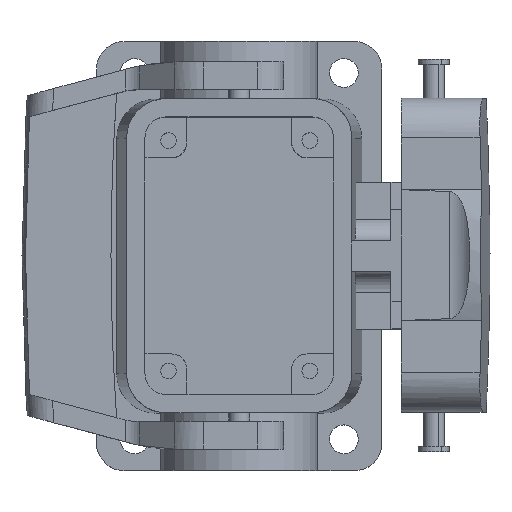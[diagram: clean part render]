
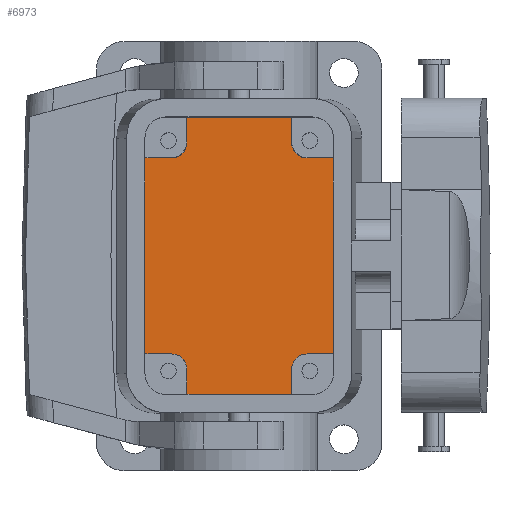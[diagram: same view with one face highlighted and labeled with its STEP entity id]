
A CAD part, top view. The second image highlights one B-rep face of the part: STEP entity #6973.
In plain terms, the highlighted planar face has unit normal (0, 0, 1).
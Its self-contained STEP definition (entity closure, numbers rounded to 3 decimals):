
#1498=AXIS2_PLACEMENT_3D('Circle Axis2P3D',#1496,#1497,$) ;
#6422=AXIS2_PLACEMENT_3D('Circle Axis2P3D',#6420,#6421,$) ;
#6886=AXIS2_PLACEMENT_3D('Circle Axis2P3D',#6884,#6885,$) ;
#6925=AXIS2_PLACEMENT_3D('Circle Axis2P3D',#6923,#6924,$) ;
#6941=AXIS2_PLACEMENT_3D('Plane Axis2P3D',#6938,#6939,#6940) ;
#65=CARTESIAN_POINT('Vertex',(41.5,14.5,5.5)) ;
#284=CARTESIAN_POINT('Vertex',(31.5,14.5,5.5)) ;
#287=CARTESIAN_POINT('Line Origine',(31.5,16.875,5.5)) ;
#291=CARTESIAN_POINT('Vertex',(31.5,19.25,5.5)) ;
#311=CARTESIAN_POINT('Line Origine',(36.5,14.5,5.5)) ;
#326=CARTESIAN_POINT('Vertex',(51.5,14.5,5.5)) ;
#329=CARTESIAN_POINT('Line Origine',(46.5,14.5,5.5)) ;
#1236=CARTESIAN_POINT('Vertex',(41.5,67.5,5.5)) ;
#1493=CARTESIAN_POINT('Vertex',(28.5,59.75,5.5)) ;
#1496=CARTESIAN_POINT('Axis2P3D Location',(28.5,62.75,5.5)) ;
#1500=CARTESIAN_POINT('Vertex',(31.5,62.75,5.5)) ;
#1549=CARTESIAN_POINT('Line Origine',(46.5,67.5,5.5)) ;
#1553=CARTESIAN_POINT('Vertex',(51.5,67.5,5.5)) ;
#1571=CARTESIAN_POINT('Vertex',(31.5,67.5,5.5)) ;
#1574=CARTESIAN_POINT('Line Origine',(36.5,67.5,5.5)) ;
#1585=CARTESIAN_POINT('Line Origine',(31.5,65.125,5.5)) ;
#1826=CARTESIAN_POINT('Vertex',(23.5,59.75,5.5)) ;
#1829=CARTESIAN_POINT('Line Origine',(26.,59.75,5.5)) ;
#2040=CARTESIAN_POINT('Vertex',(54.5,59.75,5.5)) ;
#2043=CARTESIAN_POINT('Line Origine',(57.,59.75,5.5)) ;
#2047=CARTESIAN_POINT('Vertex',(59.5,59.75,5.5)) ;
#6396=CARTESIAN_POINT('Line Origine',(51.5,65.125,5.5)) ;
#6400=CARTESIAN_POINT('Vertex',(51.5,62.75,5.5)) ;
#6420=CARTESIAN_POINT('Axis2P3D Location',(54.5,62.75,5.5)) ;
#6516=CARTESIAN_POINT('Line Origine',(26.,22.25,5.5)) ;
#6520=CARTESIAN_POINT('Vertex',(23.5,22.25,5.5)) ;
#6522=CARTESIAN_POINT('Vertex',(28.5,22.25,5.5)) ;
#6546=CARTESIAN_POINT('Vertex',(59.5,22.25,5.5)) ;
#6549=CARTESIAN_POINT('Line Origine',(57.,22.25,5.5)) ;
#6553=CARTESIAN_POINT('Vertex',(54.5,22.25,5.5)) ;
#6884=CARTESIAN_POINT('Axis2P3D Location',(54.5,19.25,5.5)) ;
#6888=CARTESIAN_POINT('Vertex',(51.5,19.25,5.5)) ;
#6906=CARTESIAN_POINT('Line Origine',(51.5,16.875,5.5)) ;
#6923=CARTESIAN_POINT('Axis2P3D Location',(28.5,19.25,5.5)) ;
#6938=CARTESIAN_POINT('Axis2P3D Location',(41.5,41.,5.5)) ;
#6943=CARTESIAN_POINT('Line Origine',(59.5,41.,5.5)) ;
#6948=CARTESIAN_POINT('Line Origine',(23.5,41.,5.5)) ;
#288=DIRECTION('Vector Direction',(0.,-1.,0.)) ;
#312=DIRECTION('Vector Direction',(1.,0.,0.)) ;
#330=DIRECTION('Vector Direction',(1.,0.,0.)) ;
#1497=DIRECTION('Axis2P3D Direction',(-0.,-0.,-1.)) ;
#1550=DIRECTION('Vector Direction',(-1.,0.,0.)) ;
#1575=DIRECTION('Vector Direction',(-1.,0.,0.)) ;
#1586=DIRECTION('Vector Direction',(0.,1.,0.)) ;
#1830=DIRECTION('Vector Direction',(1.,0.,0.)) ;
#2044=DIRECTION('Vector Direction',(-1.,0.,0.)) ;
#6397=DIRECTION('Vector Direction',(0.,1.,0.)) ;
#6421=DIRECTION('Axis2P3D Direction',(0.,0.,-1.)) ;
#6517=DIRECTION('Vector Direction',(1.,0.,0.)) ;
#6550=DIRECTION('Vector Direction',(-1.,0.,0.)) ;
#6885=DIRECTION('Axis2P3D Direction',(0.,0.,-1.)) ;
#6907=DIRECTION('Vector Direction',(0.,-1.,0.)) ;
#6924=DIRECTION('Axis2P3D Direction',(0.,0.,-1.)) ;
#6939=DIRECTION('Axis2P3D Direction',(-0.,0.,1.)) ;
#6940=DIRECTION('Axis2P3D XDirection',(0.,-1.,0.)) ;
#6944=DIRECTION('Vector Direction',(0.,-1.,0.)) ;
#6949=DIRECTION('Vector Direction',(0.,1.,0.)) ;
#289=VECTOR('Line Direction',#288,1.) ;
#313=VECTOR('Line Direction',#312,1.) ;
#331=VECTOR('Line Direction',#330,1.) ;
#1551=VECTOR('Line Direction',#1550,1.) ;
#1576=VECTOR('Line Direction',#1575,1.) ;
#1587=VECTOR('Line Direction',#1586,1.) ;
#1831=VECTOR('Line Direction',#1830,1.) ;
#2045=VECTOR('Line Direction',#2044,1.) ;
#6398=VECTOR('Line Direction',#6397,1.) ;
#6518=VECTOR('Line Direction',#6517,1.) ;
#6551=VECTOR('Line Direction',#6550,1.) ;
#6908=VECTOR('Line Direction',#6907,1.) ;
#6945=VECTOR('Line Direction',#6944,1.) ;
#6950=VECTOR('Line Direction',#6949,1.) ;
#6954=ORIENTED_EDGE('',*,*,#333,.T.) ;
#6955=ORIENTED_EDGE('',*,*,#6910,.F.) ;
#6956=ORIENTED_EDGE('',*,*,#6890,.F.) ;
#6957=ORIENTED_EDGE('',*,*,#6555,.F.) ;
#6958=ORIENTED_EDGE('',*,*,#6947,.T.) ;
#6959=ORIENTED_EDGE('',*,*,#2049,.T.) ;
#6960=ORIENTED_EDGE('',*,*,#6424,.F.) ;
#6961=ORIENTED_EDGE('',*,*,#6402,.T.) ;
#6962=ORIENTED_EDGE('',*,*,#1555,.T.) ;
#6963=ORIENTED_EDGE('',*,*,#1578,.T.) ;
#6964=ORIENTED_EDGE('',*,*,#1589,.F.) ;
#6965=ORIENTED_EDGE('',*,*,#1502,.F.) ;
#6966=ORIENTED_EDGE('',*,*,#1833,.F.) ;
#6967=ORIENTED_EDGE('',*,*,#6952,.T.) ;
#6968=ORIENTED_EDGE('',*,*,#6524,.T.) ;
#6969=ORIENTED_EDGE('',*,*,#6927,.F.) ;
#6970=ORIENTED_EDGE('',*,*,#293,.T.) ;
#6971=ORIENTED_EDGE('',*,*,#315,.T.) ;
#6973=ADVANCED_FACE('Hauptk\X2\00F6\X0\rper',(#6972),#6942,.T.) ;
#1499=CIRCLE('generated circle',#1498,3.) ;
#6423=CIRCLE('generated circle',#6422,3.) ;
#6887=CIRCLE('generated circle',#6886,3.) ;
#6926=CIRCLE('generated circle',#6925,3.) ;
#293=EDGE_CURVE('',#292,#285,#290,.T.) ;
#315=EDGE_CURVE('',#285,#66,#314,.T.) ;
#333=EDGE_CURVE('',#66,#327,#332,.T.) ;
#1502=EDGE_CURVE('',#1494,#1501,#1499,.F.) ;
#1555=EDGE_CURVE('',#1554,#1237,#1552,.T.) ;
#1578=EDGE_CURVE('',#1237,#1572,#1577,.T.) ;
#1589=EDGE_CURVE('',#1501,#1572,#1588,.T.) ;
#1833=EDGE_CURVE('',#1827,#1494,#1832,.T.) ;
#2049=EDGE_CURVE('',#2048,#2041,#2046,.T.) ;
#6402=EDGE_CURVE('',#6401,#1554,#6399,.T.) ;
#6424=EDGE_CURVE('',#6401,#2041,#6423,.F.) ;
#6524=EDGE_CURVE('',#6521,#6523,#6519,.T.) ;
#6555=EDGE_CURVE('',#6547,#6554,#6552,.T.) ;
#6890=EDGE_CURVE('',#6554,#6889,#6887,.F.) ;
#6910=EDGE_CURVE('',#6889,#327,#6909,.T.) ;
#6927=EDGE_CURVE('',#292,#6523,#6926,.F.) ;
#6947=EDGE_CURVE('',#6547,#2048,#6946,.F.) ;
#6952=EDGE_CURVE('',#1827,#6521,#6951,.F.) ;
#6953=EDGE_LOOP('',(#6954,#6955,#6956,#6957,#6958,#6959,#6960,#6961,#6962,#6963,#6964,#6965,#6966,#6967,#6968,#6969,#6970,#6971)) ;
#6972=FACE_OUTER_BOUND('',#6953,.T.) ;
#290=LINE('Line',#287,#289) ;
#314=LINE('Line',#311,#313) ;
#332=LINE('Line',#329,#331) ;
#1552=LINE('Line',#1549,#1551) ;
#1577=LINE('Line',#1574,#1576) ;
#1588=LINE('Line',#1585,#1587) ;
#1832=LINE('Line',#1829,#1831) ;
#2046=LINE('Line',#2043,#2045) ;
#6399=LINE('Line',#6396,#6398) ;
#6519=LINE('Line',#6516,#6518) ;
#6552=LINE('Line',#6549,#6551) ;
#6909=LINE('Line',#6906,#6908) ;
#6946=LINE('Line',#6943,#6945) ;
#6951=LINE('Line',#6948,#6950) ;
#6942=PLANE('',#6941) ;
#66=VERTEX_POINT('',#65) ;
#285=VERTEX_POINT('',#284) ;
#292=VERTEX_POINT('',#291) ;
#327=VERTEX_POINT('',#326) ;
#1237=VERTEX_POINT('',#1236) ;
#1494=VERTEX_POINT('',#1493) ;
#1501=VERTEX_POINT('',#1500) ;
#1554=VERTEX_POINT('',#1553) ;
#1572=VERTEX_POINT('',#1571) ;
#1827=VERTEX_POINT('',#1826) ;
#2041=VERTEX_POINT('',#2040) ;
#2048=VERTEX_POINT('',#2047) ;
#6401=VERTEX_POINT('',#6400) ;
#6521=VERTEX_POINT('',#6520) ;
#6523=VERTEX_POINT('',#6522) ;
#6547=VERTEX_POINT('',#6546) ;
#6554=VERTEX_POINT('',#6553) ;
#6889=VERTEX_POINT('',#6888) ;
